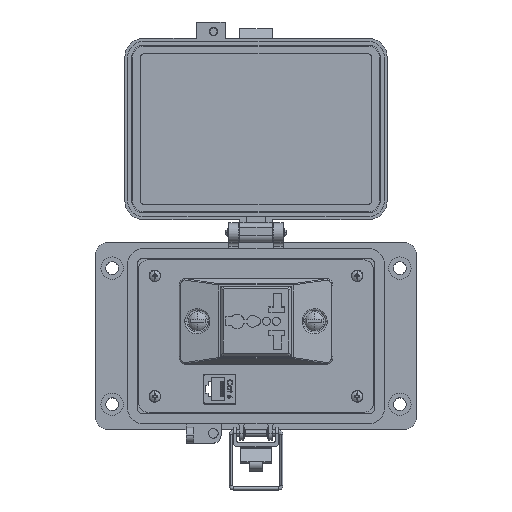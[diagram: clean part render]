
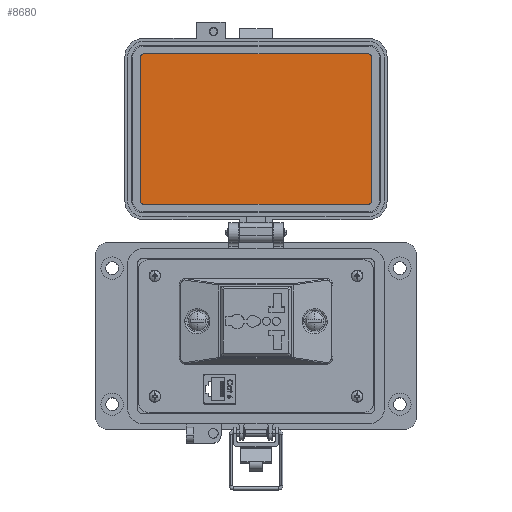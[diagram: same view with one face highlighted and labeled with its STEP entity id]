
A CAD part, top view. The second image highlights one B-rep face of the part: STEP entity #8680.
In plain terms, the highlighted planar face has unit normal (0, 0, 1).
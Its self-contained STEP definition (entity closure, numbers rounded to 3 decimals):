
#1050 = CARTESIAN_POINT ( 'NONE',  ( -57.72, 67.765, 8.694 ) ) ;
#1211 = VECTOR ( 'NONE', #45355, 1000. ) ;
#1995 = VERTEX_POINT ( 'NONE', #19530 ) ;
#4101 = DIRECTION ( 'NONE',  ( 0., 0., -1. ) ) ;
#5898 = VERTEX_POINT ( 'NONE', #57058 ) ;
#6528 = DIRECTION ( 'NONE',  ( 0., -1., 0. ) ) ;
#6613 = CARTESIAN_POINT ( 'NONE',  ( -30.745, 145.119, 8.694 ) ) ;
#7067 = CIRCLE ( 'NONE', #12965, 1.785 ) ;
#7171 = LINE ( 'NONE', #26271, #1211 ) ;
#7223 = DIRECTION ( 'NONE',  ( 1., 0., 0. ) ) ;
#8680 = ADVANCED_FACE ( 'NONE', ( #30429 ), #49504, .T. ) ;
#8813 = CARTESIAN_POINT ( 'NONE',  ( 57.717, 69.55, 8.694 ) ) ;
#9189 = DIRECTION ( 'NONE',  ( 0., 1., 0. ) ) ;
#10484 = CARTESIAN_POINT ( 'NONE',  ( 59.502, 69.55, 8.694 ) ) ;
#12965 = AXIS2_PLACEMENT_3D ( 'NONE', #8813, #27912, #46996 ) ;
#15496 = DIRECTION ( 'NONE',  ( 0., 0., -1. ) ) ;
#16246 = ORIENTED_EDGE ( 'NONE', *, *, #20700, .F. ) ;
#16503 = ORIENTED_EDGE ( 'NONE', *, *, #51740, .F. ) ;
#16821 = ORIENTED_EDGE ( 'NONE', *, *, #58054, .F. ) ;
#17053 = ORIENTED_EDGE ( 'NONE', *, *, #32020, .F. ) ;
#17302 = CIRCLE ( 'NONE', #52294, 1.785 ) ;
#17493 = EDGE_CURVE ( 'NONE', #45305, #40480, #31017, .T. ) ;
#18602 = EDGE_LOOP ( 'NONE', ( #17053, #16503, #40158, #16246, #23849, #16821, #25731, #61279 ) ) ;
#19530 = CARTESIAN_POINT ( 'NONE',  ( 57.717, 67.765, 8.694 ) ) ;
#20162 = DIRECTION ( 'NONE',  ( -1., 0., 0. ) ) ;
#20700 = EDGE_CURVE ( 'NONE', #1995, #29173, #43919, .T. ) ;
#22080 = CARTESIAN_POINT ( 'NONE',  ( 57.717, 145.119, 8.694 ) ) ;
#23205 = DIRECTION ( 'NONE',  ( 0., -1., 0. ) ) ;
#23849 = ORIENTED_EDGE ( 'NONE', *, *, #26590, .F. ) ;
#25712 = DIRECTION ( 'NONE',  ( 0., 0., 1. ) ) ;
#25731 = ORIENTED_EDGE ( 'NONE', *, *, #37671, .F. ) ;
#25747 = CARTESIAN_POINT ( 'NONE',  ( -57.72, 67.765, 8.694 ) ) ;
#26271 = CARTESIAN_POINT ( 'NONE',  ( 59.502, 69.55, 8.694 ) ) ;
#26590 = EDGE_CURVE ( 'NONE', #50255, #1995, #7067, .T. ) ;
#27912 = DIRECTION ( 'NONE',  ( 0., 0., -1. ) ) ;
#29173 = VERTEX_POINT ( 'NONE', #25747 ) ;
#30345 = CARTESIAN_POINT ( 'NONE',  ( -57.72, 143.334, 8.694 ) ) ;
#30429 = FACE_OUTER_BOUND ( 'NONE', #18602, .T. ) ;
#31017 = LINE ( 'NONE', #50119, #50141 ) ;
#31894 = VECTOR ( 'NONE', #9189, 1000. ) ;
#32020 = EDGE_CURVE ( 'NONE', #36473, #45305, #56903, .T. ) ;
#32658 = CARTESIAN_POINT ( 'NONE',  ( 59.502, 143.334, 8.694 ) ) ;
#32987 = LINE ( 'NONE', #52082, #31894 ) ;
#34213 = AXIS2_PLACEMENT_3D ( 'NONE', #58380, #15496, #34586 ) ;
#34586 = DIRECTION ( 'NONE',  ( 0., -1., 0. ) ) ;
#35928 = EDGE_CURVE ( 'NONE', #29173, #5898, #61200, .T. ) ;
#36360 = CARTESIAN_POINT ( 'NONE',  ( -59.505, 143.334, 8.694 ) ) ;
#36473 = VERTEX_POINT ( 'NONE', #36360 ) ;
#37671 = EDGE_CURVE ( 'NONE', #40480, #50549, #17302, .T. ) ;
#40134 = VECTOR ( 'NONE', #20162, 1000. ) ;
#40158 = ORIENTED_EDGE ( 'NONE', *, *, #35928, .F. ) ;
#40480 = VERTEX_POINT ( 'NONE', #22080 ) ;
#41771 = AXIS2_PLACEMENT_3D ( 'NONE', #6613, #25712, #44797 ) ;
#43919 = LINE ( 'NONE', #1050, #40134 ) ;
#44797 = DIRECTION ( 'NONE',  ( 0., -1., 0. ) ) ;
#45305 = VERTEX_POINT ( 'NONE', #48606 ) ;
#45355 = DIRECTION ( 'NONE',  ( 0., -1., 0. ) ) ;
#46961 = CARTESIAN_POINT ( 'NONE',  ( 57.717, 143.334, 8.694 ) ) ;
#46996 = DIRECTION ( 'NONE',  ( 0., -1., 0. ) ) ;
#48606 = CARTESIAN_POINT ( 'NONE',  ( -57.72, 145.119, 8.694 ) ) ;
#49420 = DIRECTION ( 'NONE',  ( 0., 0., -1. ) ) ;
#49504 = PLANE ( 'NONE',  #41771 ) ;
#50119 = CARTESIAN_POINT ( 'NONE',  ( 57.717, 145.119, 8.694 ) ) ;
#50141 = VECTOR ( 'NONE', #7223, 1000. ) ;
#50255 = VERTEX_POINT ( 'NONE', #10484 ) ;
#50549 = VERTEX_POINT ( 'NONE', #32658 ) ;
#51740 = EDGE_CURVE ( 'NONE', #5898, #36473, #32987, .T. ) ;
#51942 = AXIS2_PLACEMENT_3D ( 'NONE', #30345, #49420, #6528 ) ;
#52082 = CARTESIAN_POINT ( 'NONE',  ( -59.505, 143.334, 8.694 ) ) ;
#52294 = AXIS2_PLACEMENT_3D ( 'NONE', #46961, #4101, #23205 ) ;
#56903 = CIRCLE ( 'NONE', #51942, 1.785 ) ;
#57058 = CARTESIAN_POINT ( 'NONE',  ( -59.505, 69.55, 8.694 ) ) ;
#58054 = EDGE_CURVE ( 'NONE', #50549, #50255, #7171, .T. ) ;
#58380 = CARTESIAN_POINT ( 'NONE',  ( -57.72, 69.55, 8.694 ) ) ;
#61200 = CIRCLE ( 'NONE', #34213, 1.785 ) ;
#61279 = ORIENTED_EDGE ( 'NONE', *, *, #17493, .F. ) ;
